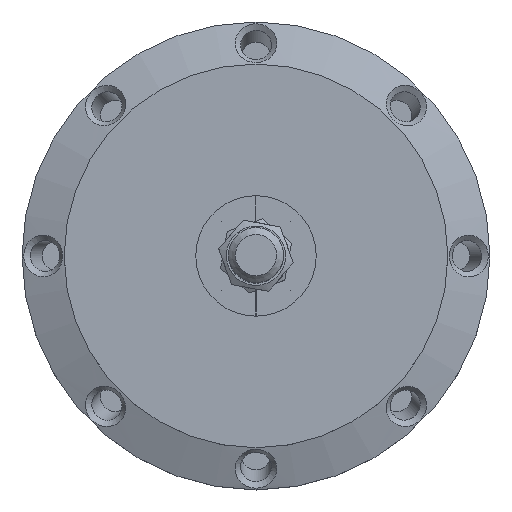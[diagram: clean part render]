
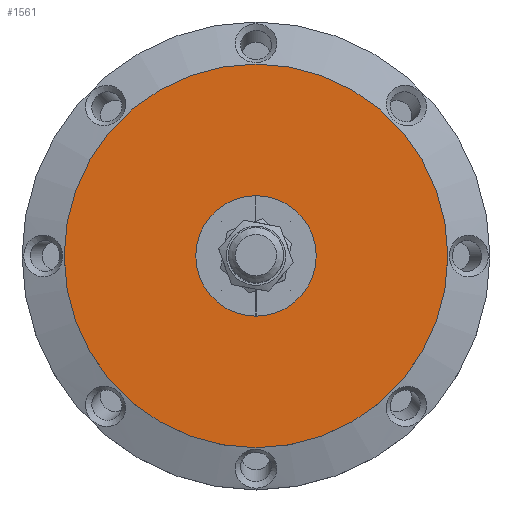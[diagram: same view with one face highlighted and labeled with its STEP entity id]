
A CAD part, top view. The second image highlights one B-rep face of the part: STEP entity #1561.
In plain terms, the highlighted planar face has unit normal (0, 0, 1).
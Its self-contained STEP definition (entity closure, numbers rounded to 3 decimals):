
#272=PLANE('',#1699);
#384=FACE_BOUND('',#602,.T.);
#445=FACE_OUTER_BOUND('',#601,.T.);
#601=EDGE_LOOP('',(#1219));
#602=EDGE_LOOP('',(#1220));
#712=CIRCLE('',#1662,17.5);
#723=CIRCLE('',#1700,55.75);
#782=VERTEX_POINT('',#2313);
#817=VERTEX_POINT('',#3724);
#930=EDGE_CURVE('',#782,#782,#712,.T.);
#973=EDGE_CURVE('',#817,#817,#723,.T.);
#1219=ORIENTED_EDGE('',*,*,#973,.F.);
#1220=ORIENTED_EDGE('',*,*,#930,.F.);
#1561=ADVANCED_FACE('',(#445,#384),#272,.T.);
#1662=AXIS2_PLACEMENT_3D('',#2314,#1879,#1880);
#1699=AXIS2_PLACEMENT_3D('',#3723,#1953,#1954);
#1700=AXIS2_PLACEMENT_3D('',#3725,#1955,#1956);
#1879=DIRECTION('center_axis',(0.,0.,1.));
#1880=DIRECTION('ref_axis',(0.,-1.,0.));
#1953=DIRECTION('center_axis',(0.,0.,1.));
#1954=DIRECTION('ref_axis',(1.,0.,0.));
#1955=DIRECTION('center_axis',(0.,0.,-1.));
#1956=DIRECTION('ref_axis',(0.,1.,0.));
#2313=CARTESIAN_POINT('',(0.,-17.5,22.));
#2314=CARTESIAN_POINT('Origin',(0.,0.,22.));
#3723=CARTESIAN_POINT('Origin',(0.,37.875,22.));
#3724=CARTESIAN_POINT('',(0.,55.75,22.));
#3725=CARTESIAN_POINT('Origin',(0.,0.,22.));
